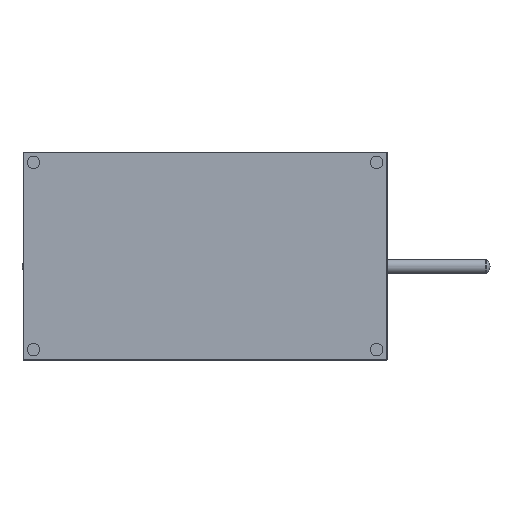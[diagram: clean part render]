
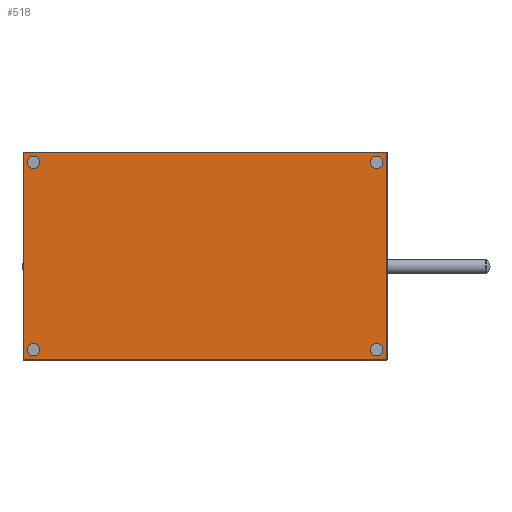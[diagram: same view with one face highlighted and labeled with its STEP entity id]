
A CAD part, front view. The second image highlights one B-rep face of the part: STEP entity #518.
In plain terms, the highlighted planar face has unit normal (0, -1, 0).
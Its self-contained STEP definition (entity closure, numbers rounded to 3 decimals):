
#100 = PLANE ( 'NONE',  #683 ) ;
#305 = CARTESIAN_POINT ( 'NONE',  ( 0., 0., 0. ) ) ;
#383 = DIRECTION ( 'NONE',  ( 0., 0., 1. ) ) ;
#405 = DIRECTION ( 'NONE',  ( 0., 1., 0. ) ) ;
#518 = ADVANCED_FACE ( 'NONE', ( #2910, #2689, #2991, #2873, #2882 ), #100, .F. ) ;
#683 = AXIS2_PLACEMENT_3D ( 'NONE', #305, #405, #383 ) ;
#841 = AXIS2_PLACEMENT_3D ( 'NONE', #1273, #1251, #1528 ) ;
#842 = AXIS2_PLACEMENT_3D ( 'NONE', #1887, #1880, #1879 ) ;
#858 = AXIS2_PLACEMENT_3D ( 'NONE', #1625, #1776, #1623 ) ;
#862 = AXIS2_PLACEMENT_3D ( 'NONE', #1004, #1005, #1731 ) ;
#869 = AXIS2_PLACEMENT_3D ( 'NONE', #903, #904, #906 ) ;
#870 = AXIS2_PLACEMENT_3D ( 'NONE', #1278, #907, #908 ) ;
#872 = AXIS2_PLACEMENT_3D ( 'NONE', #891, #892, #1281 ) ;
#875 = AXIS2_PLACEMENT_3D ( 'NONE', #1658, #1659, #1283 ) ;
#891 = CARTESIAN_POINT ( 'NONE',  ( -10., 0., -190. ) ) ;
#892 = DIRECTION ( 'NONE',  ( 0., -1., 0. ) ) ;
#902 = CARTESIAN_POINT ( 'NONE',  ( -349.95, 0., 0. ) ) ;
#903 = CARTESIAN_POINT ( 'NONE',  ( -340., 0., -10. ) ) ;
#904 = DIRECTION ( 'NONE',  ( 0., -1., 0. ) ) ;
#906 = DIRECTION ( 'NONE',  ( 0., 0., 1. ) ) ;
#907 = DIRECTION ( 'NONE',  ( 0., -1., 0. ) ) ;
#908 = DIRECTION ( 'NONE',  ( 0., 0., 1. ) ) ;
#1004 = CARTESIAN_POINT ( 'NONE',  ( -10., 0., -10. ) ) ;
#1005 = DIRECTION ( 'NONE',  ( 0., -1., 0. ) ) ;
#1014 = CARTESIAN_POINT ( 'NONE',  ( 0., 0., -0.05 ) ) ;
#1065 = CARTESIAN_POINT ( 'NONE',  ( 0., 0., -199.95 ) ) ;
#1069 = DIRECTION ( 'NONE',  ( 1., 0., 0. ) ) ;
#1251 = DIRECTION ( 'NONE',  ( 0., -1., 0. ) ) ;
#1273 = CARTESIAN_POINT ( 'NONE',  ( -10., 0., -190. ) ) ;
#1275 = DIRECTION ( 'NONE',  ( 0., 0., -1. ) ) ;
#1278 = CARTESIAN_POINT ( 'NONE',  ( -340., 0., -190. ) ) ;
#1281 = DIRECTION ( 'NONE',  ( 0., 0., 1. ) ) ;
#1283 = DIRECTION ( 'NONE',  ( 0., 0., 1. ) ) ;
#1528 = DIRECTION ( 'NONE',  ( 0., 0., 1. ) ) ;
#1623 = DIRECTION ( 'NONE',  ( 0., 0., 1. ) ) ;
#1625 = CARTESIAN_POINT ( 'NONE',  ( -340., 0., -190. ) ) ;
#1658 = CARTESIAN_POINT ( 'NONE',  ( -10., 0., -10. ) ) ;
#1659 = DIRECTION ( 'NONE',  ( 0., -1., 0. ) ) ;
#1692 = DIRECTION ( 'NONE',  ( -1., 0., 0. ) ) ;
#1731 = DIRECTION ( 'NONE',  ( 0., 0., 1. ) ) ;
#1776 = DIRECTION ( 'NONE',  ( 0., -1., 0. ) ) ;
#1879 = DIRECTION ( 'NONE',  ( 0., 0., 1. ) ) ;
#1880 = DIRECTION ( 'NONE',  ( 0., -1., 0. ) ) ;
#1887 = CARTESIAN_POINT ( 'NONE',  ( -340., 0., -10. ) ) ;
#2064 = ORIENTED_EDGE ( 'NONE', *, *, #3028, .F. ) ;
#2090 = EDGE_LOOP ( 'NONE', ( #2064, #2271 ) ) ;
#2095 = ORIENTED_EDGE ( 'NONE', *, *, #3002, .F. ) ;
#2102 = ORIENTED_EDGE ( 'NONE', *, *, #3006, .F. ) ;
#2104 = ORIENTED_EDGE ( 'NONE', *, *, #3067, .T. ) ;
#2113 = ORIENTED_EDGE ( 'NONE', *, *, #2999, .F. ) ;
#2114 = ORIENTED_EDGE ( 'NONE', *, *, #3023, .F. ) ;
#2142 = EDGE_LOOP ( 'NONE', ( #2102, #2200 ) ) ;
#2156 = ORIENTED_EDGE ( 'NONE', *, *, #3009, .T. ) ;
#2169 = ORIENTED_EDGE ( 'NONE', *, *, #3063, .F. ) ;
#2197 = ORIENTED_EDGE ( 'NONE', *, *, #3069, .T. ) ;
#2200 = ORIENTED_EDGE ( 'NONE', *, *, #3062, .F. ) ;
#2201 = ORIENTED_EDGE ( 'NONE', *, *, #3181, .T. ) ;
#2261 = EDGE_LOOP ( 'NONE', ( #2104, #2156, #2197, #2201 ) ) ;
#2271 = ORIENTED_EDGE ( 'NONE', *, *, #3005, .F. ) ;
#2443 = EDGE_LOOP ( 'NONE', ( #2169, #2095 ) ) ;
#2476 = VECTOR ( 'NONE', #1069, 1000. ) ;
#2510 = LINE ( 'NONE', #3942, #2545 ) ;
#2517 = LINE ( 'NONE', #1065, #2476 ) ;
#2545 = VECTOR ( 'NONE', #3947, 1000. ) ;
#2646 = CIRCLE ( 'NONE', #870, 6. ) ;
#2648 = LINE ( 'NONE', #1014, #2855 ) ;
#2671 = CIRCLE ( 'NONE', #842, 6. ) ;
#2676 = LINE ( 'NONE', #902, #2838 ) ;
#2689 = FACE_BOUND ( 'NONE', #2142, .T. ) ;
#2770 = CIRCLE ( 'NONE', #869, 6. ) ;
#2787 = CIRCLE ( 'NONE', #841, 6. ) ;
#2838 = VECTOR ( 'NONE', #1275, 1000. ) ;
#2850 = CIRCLE ( 'NONE', #862, 6. ) ;
#2855 = VECTOR ( 'NONE', #1692, 1000. ) ;
#2873 = FACE_BOUND ( 'NONE', #3341, .T. ) ;
#2882 = FACE_BOUND ( 'NONE', #2090, .T. ) ;
#2904 = CIRCLE ( 'NONE', #872, 6. ) ;
#2910 = FACE_BOUND ( 'NONE', #2443, .T. ) ;
#2927 = CIRCLE ( 'NONE', #875, 6. ) ;
#2974 = CIRCLE ( 'NONE', #858, 6. ) ;
#2991 = FACE_OUTER_BOUND ( 'NONE', #2261, .T. ) ;
#2999 = EDGE_CURVE ( 'NONE', #3398, #3384, #2927, .T. ) ;
#3002 = EDGE_CURVE ( 'NONE', #3271, #3288, #2904, .T. ) ;
#3005 = EDGE_CURVE ( 'NONE', #3302, #3418, #2646, .T. ) ;
#3006 = EDGE_CURVE ( 'NONE', #3435, #3362, #2770, .T. ) ;
#3009 = EDGE_CURVE ( 'NONE', #3385, #3380, #2676, .T. ) ;
#3023 = EDGE_CURVE ( 'NONE', #3384, #3398, #2850, .T. ) ;
#3028 = EDGE_CURVE ( 'NONE', #3418, #3302, #2974, .T. ) ;
#3062 = EDGE_CURVE ( 'NONE', #3362, #3435, #2671, .T. ) ;
#3063 = EDGE_CURVE ( 'NONE', #3288, #3271, #2787, .T. ) ;
#3067 = EDGE_CURVE ( 'NONE', #3414, #3385, #2648, .T. ) ;
#3069 = EDGE_CURVE ( 'NONE', #3380, #3244, #2517, .T. ) ;
#3181 = EDGE_CURVE ( 'NONE', #3244, #3414, #2510, .T. ) ;
#3244 = VERTEX_POINT ( 'NONE', #3536 ) ;
#3271 = VERTEX_POINT ( 'NONE', #3810 ) ;
#3288 = VERTEX_POINT ( 'NONE', #3664 ) ;
#3302 = VERTEX_POINT ( 'NONE', #3680 ) ;
#3341 = EDGE_LOOP ( 'NONE', ( #2113, #2114 ) ) ;
#3362 = VERTEX_POINT ( 'NONE', #4139 ) ;
#3380 = VERTEX_POINT ( 'NONE', #3736 ) ;
#3384 = VERTEX_POINT ( 'NONE', #3739 ) ;
#3385 = VERTEX_POINT ( 'NONE', #3749 ) ;
#3398 = VERTEX_POINT ( 'NONE', #3771 ) ;
#3414 = VERTEX_POINT ( 'NONE', #3787 ) ;
#3418 = VERTEX_POINT ( 'NONE', #3777 ) ;
#3435 = VERTEX_POINT ( 'NONE', #3714 ) ;
#3536 = CARTESIAN_POINT ( 'NONE',  ( -0.05, 0., -199.95 ) ) ;
#3664 = CARTESIAN_POINT ( 'NONE',  ( -10., 0., -184. ) ) ;
#3680 = CARTESIAN_POINT ( 'NONE',  ( -340., 0., -196. ) ) ;
#3714 = CARTESIAN_POINT ( 'NONE',  ( -340., 0., -4. ) ) ;
#3736 = CARTESIAN_POINT ( 'NONE',  ( -349.95, 0., -199.95 ) ) ;
#3739 = CARTESIAN_POINT ( 'NONE',  ( -10., 0., -16. ) ) ;
#3749 = CARTESIAN_POINT ( 'NONE',  ( -349.95, 0., -0.05 ) ) ;
#3771 = CARTESIAN_POINT ( 'NONE',  ( -10., 0., -4. ) ) ;
#3777 = CARTESIAN_POINT ( 'NONE',  ( -340., 0., -184. ) ) ;
#3787 = CARTESIAN_POINT ( 'NONE',  ( -0.05, 0., -0.05 ) ) ;
#3810 = CARTESIAN_POINT ( 'NONE',  ( -10., 0., -196. ) ) ;
#3942 = CARTESIAN_POINT ( 'NONE',  ( -0.05, 0., 0. ) ) ;
#3947 = DIRECTION ( 'NONE',  ( 0., 0., 1. ) ) ;
#4139 = CARTESIAN_POINT ( 'NONE',  ( -340., 0., -16. ) ) ;
